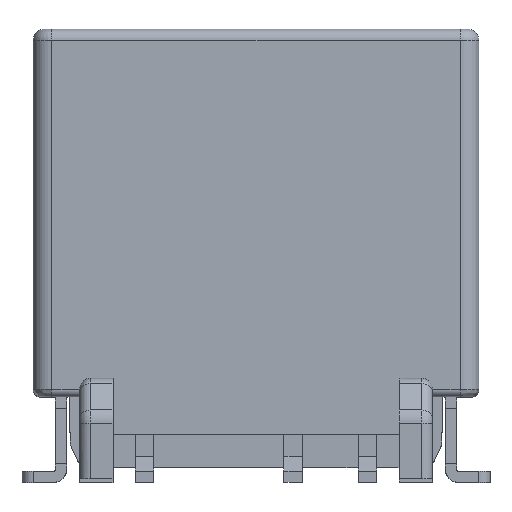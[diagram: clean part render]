
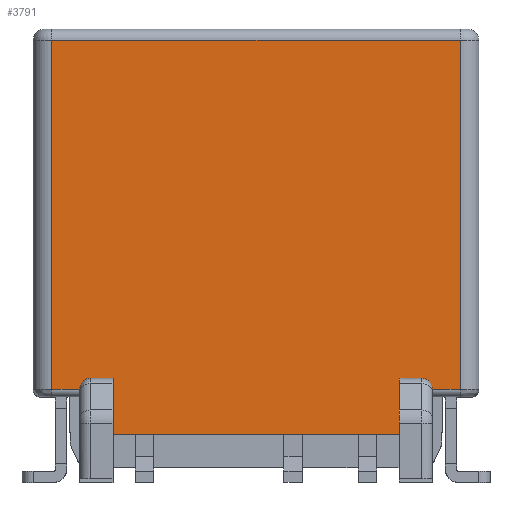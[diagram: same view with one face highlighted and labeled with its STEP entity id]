
A CAD part, top view. The second image highlights one B-rep face of the part: STEP entity #3791.
In plain terms, the highlighted planar face has unit normal (0, 0, 1).
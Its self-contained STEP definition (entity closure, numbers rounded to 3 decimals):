
#17 = CARTESIAN_POINT ( 'NONE',  ( -5.5, 2.5, 2.7 ) ) ;
#244 = ORIENTED_EDGE ( 'NONE', *, *, #10675, .T. ) ;
#1675 = DIRECTION ( 'NONE',  ( 0., 0., -1. ) ) ;
#2228 = ORIENTED_EDGE ( 'NONE', *, *, #9327, .T. ) ;
#2394 = CARTESIAN_POINT ( 'NONE',  ( -5.05, 1.3, 2.7 ) ) ;
#2944 = CARTESIAN_POINT ( 'NONE',  ( 5.05, 2.8, 2.7 ) ) ;
#3161 = CARTESIAN_POINT ( 'NONE',  ( -3.85, 1.3, 2.7 ) ) ;
#3257 = VECTOR ( 'NONE', #10907, 1000. ) ;
#3635 = DIRECTION ( 'NONE',  ( -1., 0., 0. ) ) ;
#3673 = VECTOR ( 'NONE', #13823, 1000. ) ;
#3791 = ADVANCED_FACE ( 'NONE', ( #15825 ), #10351, .T. ) ;
#3968 = LINE ( 'NONE', #12641, #5339 ) ;
#4541 = VERTEX_POINT ( 'NONE', #7680 ) ;
#4552 = VERTEX_POINT ( 'NONE', #18652 ) ;
#5252 = EDGE_CURVE ( 'NONE', #10724, #7753, #15563, .T. ) ;
#5339 = VECTOR ( 'NONE', #19742, 1000. ) ;
#5396 = EDGE_CURVE ( 'NONE', #13407, #16141, #8914, .T. ) ;
#5502 = LINE ( 'NONE', #9138, #3257 ) ;
#5737 = EDGE_CURVE ( 'NONE', #14178, #14013, #8611, .T. ) ;
#5998 = CARTESIAN_POINT ( 'NONE',  ( 5.05, 2.8, 2.7 ) ) ;
#6219 = CARTESIAN_POINT ( 'NONE',  ( 3.85, 2.8, 2.7 ) ) ;
#6281 = VECTOR ( 'NONE', #20230, 1000. ) ;
#7110 = EDGE_CURVE ( 'NONE', #4541, #7753, #9877, .T. ) ;
#7238 = ORIENTED_EDGE ( 'NONE', *, *, #8666, .T. ) ;
#7411 = CARTESIAN_POINT ( 'NONE',  ( -5.5, 11.9, 2.7 ) ) ;
#7472 = ORIENTED_EDGE ( 'NONE', *, *, #14894, .T. ) ;
#7545 = CARTESIAN_POINT ( 'NONE',  ( -3.85, 1.3, 2.7 ) ) ;
#7680 = CARTESIAN_POINT ( 'NONE',  ( -4.45, 2.8, 2.7 ) ) ;
#7753 = VERTEX_POINT ( 'NONE', #14856 ) ;
#7862 = VERTEX_POINT ( 'NONE', #11583 ) ;
#8058 = EDGE_CURVE ( 'NONE', #14013, #12176, #8417, .T. ) ;
#8417 = LINE ( 'NONE', #20917, #17623 ) ;
#8550 = ORIENTED_EDGE ( 'NONE', *, *, #7110, .T. ) ;
#8611 = CIRCLE ( 'NONE', #16797, 0.3 ) ;
#8627 = LINE ( 'NONE', #22862, #19867 ) ;
#8658 = DIRECTION ( 'NONE',  ( 0., 0., -1. ) ) ;
#8666 = EDGE_CURVE ( 'NONE', #12176, #13407, #8627, .T. ) ;
#8914 = LINE ( 'NONE', #10443, #17207 ) ;
#9054 = VERTEX_POINT ( 'NONE', #17 ) ;
#9138 = CARTESIAN_POINT ( 'NONE',  ( -5.5, 2.8, 2.7 ) ) ;
#9327 = EDGE_CURVE ( 'NONE', #9054, #7862, #3968, .T. ) ;
#9728 = EDGE_LOOP ( 'NONE', ( #12914, #13792, #17018, #15775, #10160, #7238, #16611, #7472, #2228, #244, #8550, #14306 ) ) ;
#9877 = LINE ( 'NONE', #2944, #20957 ) ;
#9887 = CIRCLE ( 'NONE', #18812, 0.3 ) ;
#10160 = ORIENTED_EDGE ( 'NONE', *, *, #8058, .T. ) ;
#10336 = DIRECTION ( 'NONE',  ( 0., -1., 0. ) ) ;
#10351 = PLANE ( 'NONE',  #11121 ) ;
#10443 = CARTESIAN_POINT ( 'NONE',  ( 5.05, 11.9, 2.7 ) ) ;
#10499 = EDGE_CURVE ( 'NONE', #4552, #10724, #21930, .T. ) ;
#10675 = EDGE_CURVE ( 'NONE', #7862, #4541, #9887, .T. ) ;
#10724 = VERTEX_POINT ( 'NONE', #7545 ) ;
#10907 = DIRECTION ( 'NONE',  ( 0., -1., 0. ) ) ;
#11072 = DIRECTION ( 'NONE',  ( 0., 1., 0. ) ) ;
#11121 = AXIS2_PLACEMENT_3D ( 'NONE', #22839, #14204, #21318 ) ;
#11314 = CARTESIAN_POINT ( 'NONE',  ( 5.5, 2.5, 2.7 ) ) ;
#11583 = CARTESIAN_POINT ( 'NONE',  ( -4.75, 2.5, 2.7 ) ) ;
#12176 = VERTEX_POINT ( 'NONE', #11314 ) ;
#12641 = CARTESIAN_POINT ( 'NONE',  ( 5.05, 2.5, 2.7 ) ) ;
#12914 = ORIENTED_EDGE ( 'NONE', *, *, #10499, .F. ) ;
#13069 = DIRECTION ( 'NONE',  ( -1., 0., 0. ) ) ;
#13327 = VERTEX_POINT ( 'NONE', #6219 ) ;
#13407 = VERTEX_POINT ( 'NONE', #17432 ) ;
#13792 = ORIENTED_EDGE ( 'NONE', *, *, #16972, .F. ) ;
#13823 = DIRECTION ( 'NONE',  ( 0., 1., 0. ) ) ;
#13911 = DIRECTION ( 'NONE',  ( 0., 1., 0. ) ) ;
#14013 = VERTEX_POINT ( 'NONE', #17378 ) ;
#14178 = VERTEX_POINT ( 'NONE', #23106 ) ;
#14204 = DIRECTION ( 'NONE',  ( 0., 0., 1. ) ) ;
#14263 = CARTESIAN_POINT ( 'NONE',  ( 4.45, 2.5, 2.7 ) ) ;
#14306 = ORIENTED_EDGE ( 'NONE', *, *, #5252, .F. ) ;
#14856 = CARTESIAN_POINT ( 'NONE',  ( -3.85, 2.8, 2.7 ) ) ;
#14894 = EDGE_CURVE ( 'NONE', #16141, #9054, #5502, .T. ) ;
#15230 = VECTOR ( 'NONE', #10336, 1000. ) ;
#15352 = LINE ( 'NONE', #22823, #15230 ) ;
#15526 = DIRECTION ( 'NONE',  ( 1., 0., 0. ) ) ;
#15563 = LINE ( 'NONE', #3161, #3673 ) ;
#15775 = ORIENTED_EDGE ( 'NONE', *, *, #5737, .T. ) ;
#15825 = FACE_OUTER_BOUND ( 'NONE', #9728, .T. ) ;
#16141 = VERTEX_POINT ( 'NONE', #7411 ) ;
#16611 = ORIENTED_EDGE ( 'NONE', *, *, #5396, .T. ) ;
#16797 = AXIS2_PLACEMENT_3D ( 'NONE', #14263, #8658, #13911 ) ;
#16972 = EDGE_CURVE ( 'NONE', #13327, #4552, #15352, .T. ) ;
#17018 = ORIENTED_EDGE ( 'NONE', *, *, #17218, .T. ) ;
#17207 = VECTOR ( 'NONE', #3635, 1000. ) ;
#17218 = EDGE_CURVE ( 'NONE', #13327, #14178, #21992, .T. ) ;
#17378 = CARTESIAN_POINT ( 'NONE',  ( 4.75, 2.5, 2.7 ) ) ;
#17432 = CARTESIAN_POINT ( 'NONE',  ( 5.5, 11.9, 2.7 ) ) ;
#17623 = VECTOR ( 'NONE', #15526, 1000. ) ;
#17709 = DIRECTION ( 'NONE',  ( 0., 1., 0. ) ) ;
#18652 = CARTESIAN_POINT ( 'NONE',  ( 3.85, 1.3, 2.7 ) ) ;
#18812 = AXIS2_PLACEMENT_3D ( 'NONE', #21334, #1675, #17709 ) ;
#19742 = DIRECTION ( 'NONE',  ( 1., 0., 0. ) ) ;
#19867 = VECTOR ( 'NONE', #11072, 1000. ) ;
#20230 = DIRECTION ( 'NONE',  ( 1., 0., 0. ) ) ;
#20603 = DIRECTION ( 'NONE',  ( 1., 0., 0. ) ) ;
#20917 = CARTESIAN_POINT ( 'NONE',  ( 5.05, 2.5, 2.7 ) ) ;
#20957 = VECTOR ( 'NONE', #20603, 1000. ) ;
#21318 = DIRECTION ( 'NONE',  ( 0., -1., 0. ) ) ;
#21334 = CARTESIAN_POINT ( 'NONE',  ( -4.45, 2.5, 2.7 ) ) ;
#21930 = LINE ( 'NONE', #2394, #22527 ) ;
#21992 = LINE ( 'NONE', #5998, #6281 ) ;
#22527 = VECTOR ( 'NONE', #13069, 1000. ) ;
#22823 = CARTESIAN_POINT ( 'NONE',  ( 3.85, 1.3, 2.7 ) ) ;
#22839 = CARTESIAN_POINT ( 'NONE',  ( 5.05, 2.8, 2.7 ) ) ;
#22862 = CARTESIAN_POINT ( 'NONE',  ( 5.5, 2.8, 2.7 ) ) ;
#23106 = CARTESIAN_POINT ( 'NONE',  ( 4.45, 2.8, 2.7 ) ) ;
